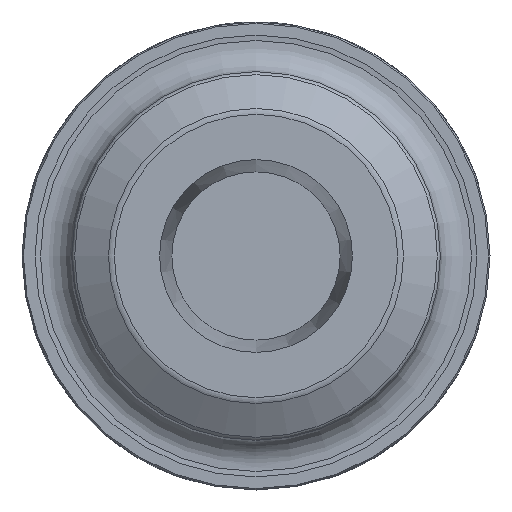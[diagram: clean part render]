
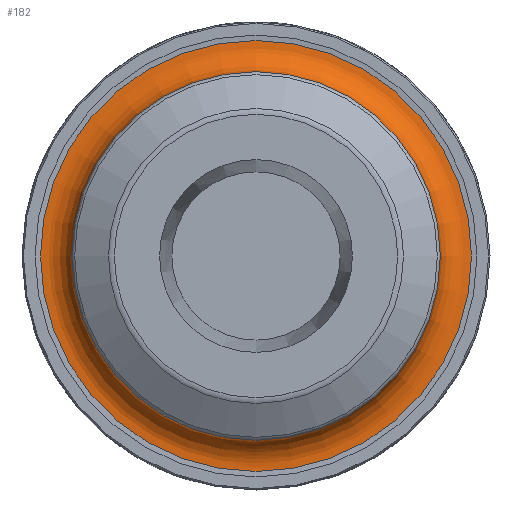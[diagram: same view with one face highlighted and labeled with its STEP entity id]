
A CAD part, left-side view. The second image highlights one B-rep face of the part: STEP entity #182.
In plain terms, the highlighted toroidal (fillet/blend) face has major radius 36.4 mm and minor radius 5 mm.
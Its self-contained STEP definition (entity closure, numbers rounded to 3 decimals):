
#38=TOROIDAL_SURFACE('',#819,36.4,5.);
#182=ADVANCED_FACE('',(#277,#278),#38,.F.);
#277=FACE_BOUND('',#365,.T.);
#278=FACE_BOUND('',#366,.T.);
#365=EDGE_LOOP('',(#529));
#366=EDGE_LOOP('',(#530));
#529=ORIENTED_EDGE('',*,*,#712,.T.);
#530=ORIENTED_EDGE('',*,*,#713,.F.);
#628=VERTEX_POINT('',#1790);
#629=VERTEX_POINT('',#1793);
#712=EDGE_CURVE('',#628,#628,#747,.T.);
#713=EDGE_CURVE('',#629,#629,#748,.T.);
#747=CIRCLE('',#816,36.836);
#748=CIRCLE('',#818,31.4);
#816=AXIS2_PLACEMENT_3D('',#1789,#981,#982);
#818=AXIS2_PLACEMENT_3D('',#1792,#985,#986);
#819=AXIS2_PLACEMENT_3D('',#1794,#987,#988);
#981=DIRECTION('',(-1.,0.,0.));
#982=DIRECTION('',(0.,0.,-1.));
#985=DIRECTION('',(-1.,0.,0.));
#986=DIRECTION('',(0.,0.,-1.));
#987=DIRECTION('',(1.,0.,0.));
#988=DIRECTION('',(0.,0.,-1.));
#1789=CARTESIAN_POINT('',(55.081,0.,0.));
#1790=CARTESIAN_POINT('',(55.081,0.,-36.836));
#1792=CARTESIAN_POINT('',(50.1,0.,0.));
#1793=CARTESIAN_POINT('',(50.1,0.,-31.4));
#1794=CARTESIAN_POINT('',(50.1,0.,0.));
